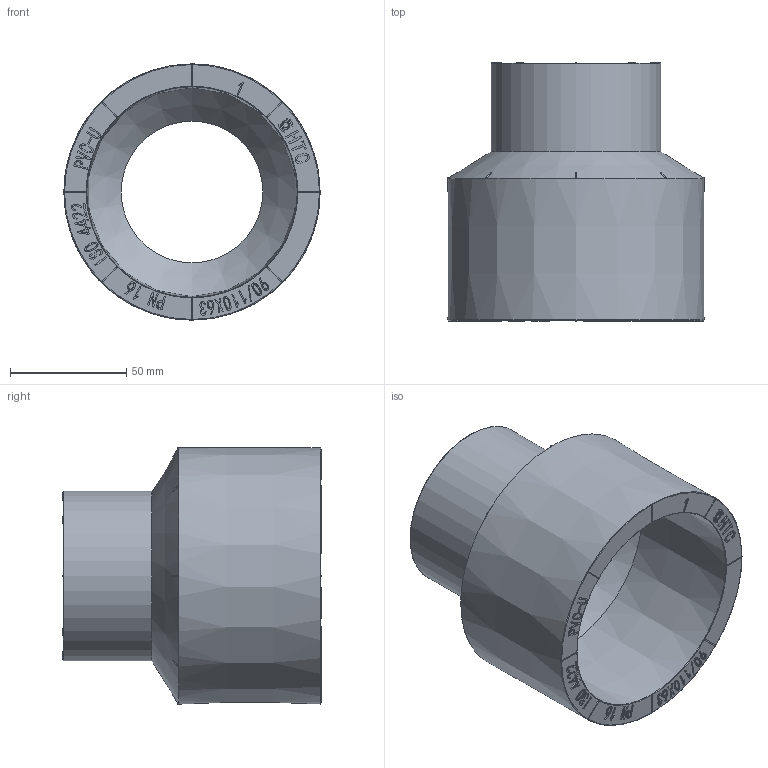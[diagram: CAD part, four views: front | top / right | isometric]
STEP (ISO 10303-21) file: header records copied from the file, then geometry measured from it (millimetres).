
FILE_DESCRIPTION(/* description */ (''),/* implementation_level */ '2;1');
FILE_NAME(/* name */ 'Z1Q090063.stp',/* time_stamp */ '2024-10-12T14:43:25+08:00',/* author */ (''),/* organization */ (''),/* preprocessor_version */ 'ST-DEVELOPER v16',/* originating_system */ 'SIEMENS PLM Software NX 10.0',/* authorisation */ '');
FILE_SCHEMA (('AUTOMOTIVE_DESIGN { 1 0 10303 214 3 1 1 1 }'));
Length unit declared in the file: millimetre
Products named in the file (1): gelv159C996B7vm2
Bounding box: 110.17 x 111 x 110.17 mm (x, y, z)
Volume: 286113.5 mm3; surface area: 68600.8 mm2
Topology: 1 solids, 1 shells, 1424 faces, 4106 edges, 2678 vertices
Faces by surface type: plane 1279, sphere 64, cylinder 24, bspline 24, cone 13, torus 12, extrusion 8
Full cylindrical faces by diameter (mm): 2.4 x1, 3.6 x1, 60.9 x1, 73 x1
Entity records: 51649 total; most frequent: CARTESIAN_POINT 19541, ORIENTED_EDGE 8084, DIRECTION 4525, EDGE_CURVE 4042, VERTEX_POINT 2675, B_SPLINE_CURVE_WITH_KNOTS 2550, AXIS2_PLACEMENT_3D 1623, EDGE_LOOP 1481
